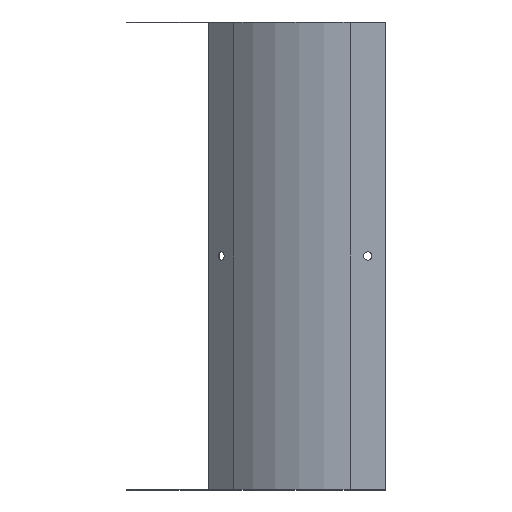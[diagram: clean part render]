
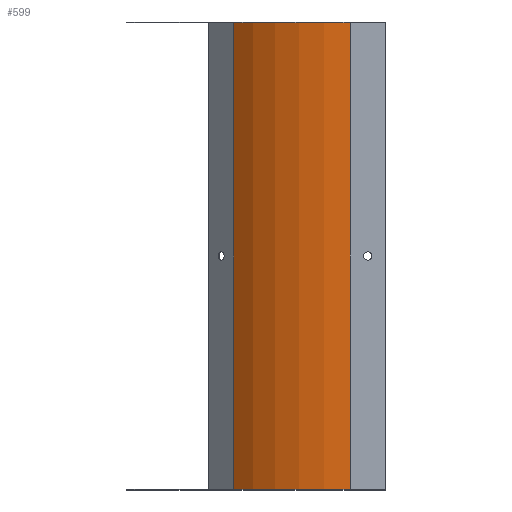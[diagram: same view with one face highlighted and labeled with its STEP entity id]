
A CAD part, left-side view. The second image highlights one B-rep face of the part: STEP entity #599.
In plain terms, the highlighted cylindrical face has radius 140.8 mm (diameter 281.6 mm), a partial arc.
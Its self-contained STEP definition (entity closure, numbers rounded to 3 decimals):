
#70 = CARTESIAN_POINT ( 'NONE',  ( 240., 30.048, -399.2 ) ) ;
#71 = DIRECTION ( 'NONE',  ( 0., 0., 1. ) ) ;
#82 = DIRECTION ( 'NONE',  ( 1., 0., 0. ) ) ;
#272 = AXIS2_PLACEMENT_3D ( 'NONE', #1199, #1198, #1203 ) ;
#280 = FACE_OUTER_BOUND ( 'NONE', #675, .T. ) ;
#285 = CYLINDRICAL_SURFACE ( 'NONE', #1499, 140.8 ) ;
#304 = LINE ( 'NONE', #1141, #309 ) ;
#309 = VECTOR ( 'NONE', #1153, 1000. ) ;
#341 = CIRCLE ( 'NONE', #272, 140.8 ) ;
#456 = LINE ( 'NONE', #1104, #462 ) ;
#461 = CIRCLE ( 'NONE', #1530, 140.8 ) ;
#462 = VECTOR ( 'NONE', #1095, 1000. ) ;
#599 = ADVANCED_FACE ( 'NONE', ( #280 ), #285, .T. ) ;
#629 = VERTEX_POINT ( 'NONE', #1152 ) ;
#675 = EDGE_LOOP ( 'NONE', ( #1693, #1692, #1691, #1690 ) ) ;
#834 = EDGE_CURVE ( 'NONE', #981, #965, #304, .T. ) ;
#855 = EDGE_CURVE ( 'NONE', #629, #965, #341, .T. ) ;
#927 = EDGE_CURVE ( 'NONE', #996, #629, #456, .T. ) ;
#929 = EDGE_CURVE ( 'NONE', #996, #981, #461, .T. ) ;
#965 = VERTEX_POINT ( 'NONE', #1001 ) ;
#981 = VERTEX_POINT ( 'NONE', #1494 ) ;
#996 = VERTEX_POINT ( 'NONE', #1468 ) ;
#1001 = CARTESIAN_POINT ( 'NONE',  ( 99.2, 30.048, 0. ) ) ;
#1087 = DIRECTION ( 'NONE',  ( 1., 0., 0. ) ) ;
#1088 = DIRECTION ( 'NONE',  ( 0., 0., 1. ) ) ;
#1089 = CARTESIAN_POINT ( 'NONE',  ( 240., 30.048, -398.4 ) ) ;
#1095 = DIRECTION ( 'NONE',  ( 0., 0., 1. ) ) ;
#1104 = CARTESIAN_POINT ( 'NONE',  ( 140.439, 129.608, -399.2 ) ) ;
#1141 = CARTESIAN_POINT ( 'NONE',  ( 99.2, 30.048, -399.2 ) ) ;
#1152 = CARTESIAN_POINT ( 'NONE',  ( 140.439, 129.608, 0. ) ) ;
#1153 = DIRECTION ( 'NONE',  ( 0., 0., 1. ) ) ;
#1198 = DIRECTION ( 'NONE',  ( 0., 0., 1. ) ) ;
#1199 = CARTESIAN_POINT ( 'NONE',  ( 240., 30.048, 0. ) ) ;
#1203 = DIRECTION ( 'NONE',  ( -1., 0., 0. ) ) ;
#1468 = CARTESIAN_POINT ( 'NONE',  ( 140.439, 129.608, -398.4 ) ) ;
#1494 = CARTESIAN_POINT ( 'NONE',  ( 99.2, 30.048, -398.4 ) ) ;
#1499 = AXIS2_PLACEMENT_3D ( 'NONE', #70, #71, #82 ) ;
#1530 = AXIS2_PLACEMENT_3D ( 'NONE', #1089, #1088, #1087 ) ;
#1690 = ORIENTED_EDGE ( 'NONE', *, *, #855, .F. ) ;
#1691 = ORIENTED_EDGE ( 'NONE', *, *, #834, .T. ) ;
#1692 = ORIENTED_EDGE ( 'NONE', *, *, #929, .T. ) ;
#1693 = ORIENTED_EDGE ( 'NONE', *, *, #927, .F. ) ;
